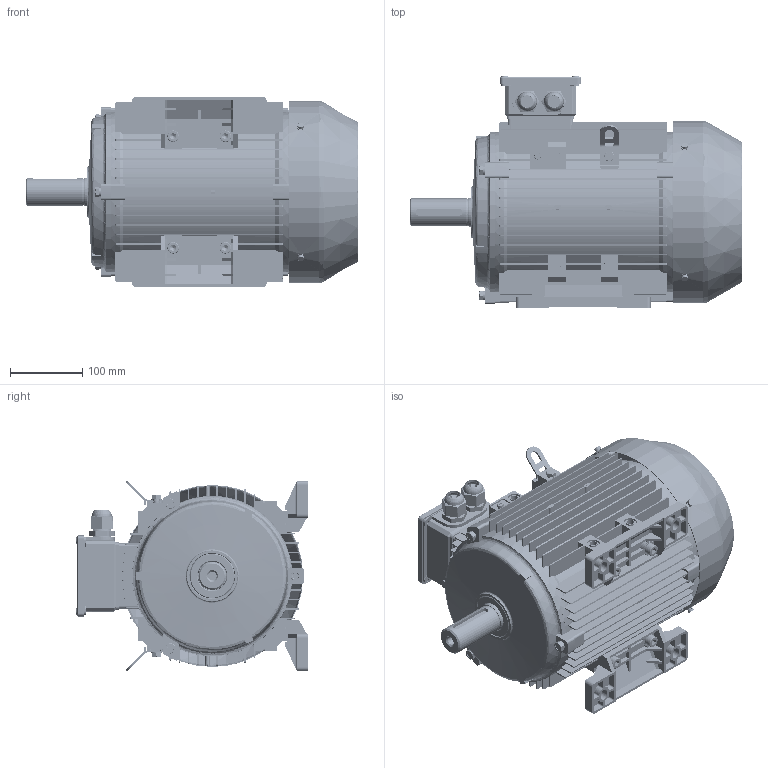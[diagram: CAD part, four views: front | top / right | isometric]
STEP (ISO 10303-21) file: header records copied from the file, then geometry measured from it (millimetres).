
FILE_DESCRIPTION (( 'STEP AP203' ), '1' );
FILE_NAME ('JL3-132S-B3.step', '2018-12-14T08:56:42', ( '' ), ( '' ), 'SwSTEP 2.0', 'SolidWorks 2018', '' );
FILE_SCHEMA (( 'CONFIG_CONTROL_DESIGN' ));
Length unit declared in the file: millimetre
Products named in the file (1): JL3-132S-B3
Bounding box: 458 x 319.82 x 263.33 mm (x, y, z)
Volume: 3221831.1 mm3; surface area: 1625607 mm2
Topology: 60 solids, 60 shells, 5097 faces, 14120 edges, 9306 vertices
Faces by surface type: plane 2398, cylinder 2159, cone 258, bspline 238, torus 44
Entity records: 214912 total; most frequent: CARTESIAN_POINT 85076, ORIENTED_EDGE 28208, DIRECTION 25625, EDGE_CURVE 14104, VERTEX_POINT 9302, AXIS2_PLACEMENT_3D 8820, LINE 7985, VECTOR 7985
